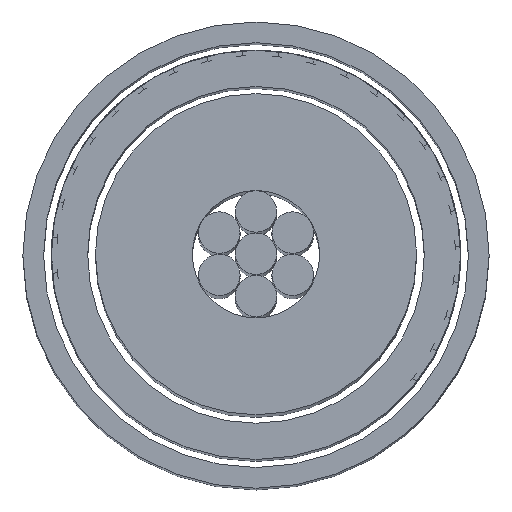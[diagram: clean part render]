
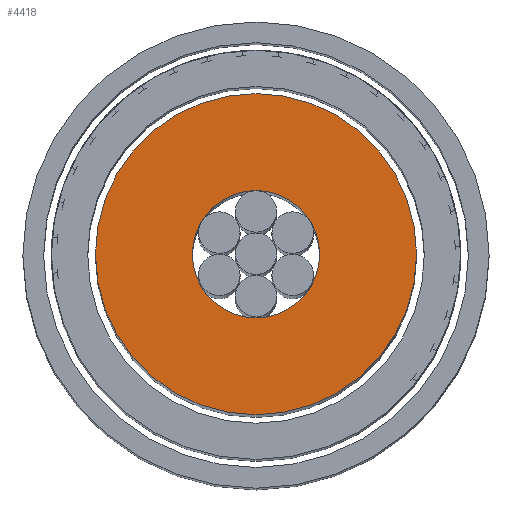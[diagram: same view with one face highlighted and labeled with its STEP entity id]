
A CAD part, top view. The second image highlights one B-rep face of the part: STEP entity #4418.
In plain terms, the highlighted planar face has unit normal (0, 0, 1).
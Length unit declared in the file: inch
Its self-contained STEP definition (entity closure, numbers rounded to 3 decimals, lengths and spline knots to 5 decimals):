
#323 = CARTESIAN_POINT ( 'NONE',  ( -0.031, 0., 0.7 ) ) ;
#2658 = EDGE_LOOP ( 'NONE', ( #7012, #7330 ) ) ;
#2758 = EDGE_LOOP ( 'NONE', ( #7373, #7384 ) ) ;
#3728 = EDGE_CURVE ( 'NONE', #7356, #7372, #8006, .T. ) ;
#3730 = EDGE_CURVE ( 'NONE', #7416, #11299, #8010, .T. ) ;
#3734 = EDGE_CURVE ( 'NONE', #11299, #7416, #8012, .T. ) ;
#3737 = EDGE_CURVE ( 'NONE', #7372, #7356, #8766, .T. ) ;
#4418 = ADVANCED_FACE ( 'NONE', ( #8906, #8912 ), #10911, .F. ) ;
#5748 = CARTESIAN_POINT ( 'NONE',  ( -0.01229, 0., 0.7 ) ) ;
#5757 = CARTESIAN_POINT ( 'NONE',  ( 0.01229, 0., 0.7 ) ) ;
#5780 = CARTESIAN_POINT ( 'NONE',  ( 0.031, 0., 0.7 ) ) ;
#7012 = ORIENTED_EDGE ( 'NONE', *, *, #3728, .T. ) ;
#7330 = ORIENTED_EDGE ( 'NONE', *, *, #3737, .T. ) ;
#7356 = VERTEX_POINT ( 'NONE', #5748 ) ;
#7372 = VERTEX_POINT ( 'NONE', #5757 ) ;
#7373 = ORIENTED_EDGE ( 'NONE', *, *, #3734, .F. ) ;
#7384 = ORIENTED_EDGE ( 'NONE', *, *, #3730, .F. ) ;
#7416 = VERTEX_POINT ( 'NONE', #5780 ) ;
#8006 = CIRCLE ( 'NONE', #12508, 0.01229 ) ;
#8010 = CIRCLE ( 'NONE', #12510, 0.031 ) ;
#8012 = CIRCLE ( 'NONE', #12512, 0.031 ) ;
#8766 = CIRCLE ( 'NONE', #12514, 0.01229 ) ;
#8906 = FACE_BOUND ( 'NONE', #2658, .T. ) ;
#8912 = FACE_OUTER_BOUND ( 'NONE', #2758, .T. ) ;
#10271 = DIRECTION ( 'NONE',  ( -1., 0., 0. ) ) ;
#10272 = DIRECTION ( 'NONE',  ( 0., 0., -1. ) ) ;
#10275 = CARTESIAN_POINT ( 'NONE',  ( 0., 0., 0.7 ) ) ;
#10285 = DIRECTION ( 'NONE',  ( -1., 0., 0. ) ) ;
#10287 = DIRECTION ( 'NONE',  ( 0., 0., -1. ) ) ;
#10289 = CARTESIAN_POINT ( 'NONE',  ( 0., 0., 0.7 ) ) ;
#10301 = DIRECTION ( 'NONE',  ( -1., 0., 0. ) ) ;
#10303 = DIRECTION ( 'NONE',  ( 0., 0., -1. ) ) ;
#10304 = CARTESIAN_POINT ( 'NONE',  ( 0., 0., 0.7 ) ) ;
#10312 = DIRECTION ( 'NONE',  ( -1., 0., 0. ) ) ;
#10317 = DIRECTION ( 'NONE',  ( 0., 0., -1. ) ) ;
#10318 = CARTESIAN_POINT ( 'NONE',  ( 0., 0., 0.7 ) ) ;
#10908 = CARTESIAN_POINT ( 'NONE',  ( 0., 0., 0.7 ) ) ;
#10911 = PLANE ( 'NONE',  #11209 ) ;
#10913 = DIRECTION ( 'NONE',  ( 0., 0., -1. ) ) ;
#10914 = DIRECTION ( 'NONE',  ( -1., 0., 0. ) ) ;
#11209 = AXIS2_PLACEMENT_3D ( 'NONE', #10908, #10913, #10914 ) ;
#11299 = VERTEX_POINT ( 'NONE', #323 ) ;
#12508 = AXIS2_PLACEMENT_3D ( 'NONE', #10318, #10317, #10312 ) ;
#12510 = AXIS2_PLACEMENT_3D ( 'NONE', #10304, #10303, #10301 ) ;
#12512 = AXIS2_PLACEMENT_3D ( 'NONE', #10289, #10287, #10285 ) ;
#12514 = AXIS2_PLACEMENT_3D ( 'NONE', #10275, #10272, #10271 ) ;
